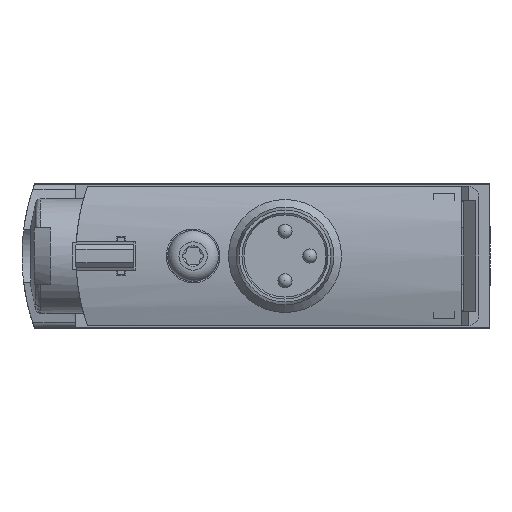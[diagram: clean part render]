
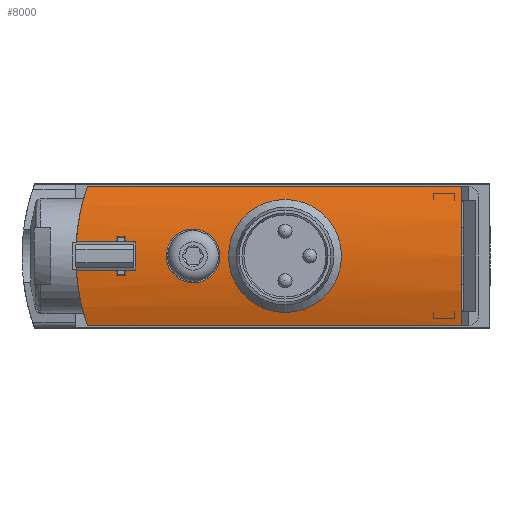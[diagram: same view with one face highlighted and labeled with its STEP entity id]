
A CAD part, left-side view. The second image highlights one B-rep face of the part: STEP entity #8000.
In plain terms, the highlighted cylindrical face has radius 15 mm (diameter 30 mm), a partial arc.
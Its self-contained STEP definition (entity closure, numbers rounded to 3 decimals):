
#512=CIRCLE('',#10217,15.);
#513=CIRCLE('',#10218,15.);
#514=CIRCLE('',#10219,15.);
#515=CIRCLE('',#10220,15.);
#516=CIRCLE('',#10221,15.);
#517=CIRCLE('',#10223,15.);
#1050=LINE('',#14228,#1853);
#1051=LINE('',#14233,#1854);
#1052=LINE('',#14237,#1855);
#1053=LINE('',#14241,#1856);
#1054=LINE('',#14245,#1857);
#1055=LINE('',#14249,#1858);
#1056=LINE('',#14253,#1859);
#1057=LINE('',#14257,#1860);
#1853=VECTOR('',#11778,1000.);
#1854=VECTOR('',#11781,1000.);
#1855=VECTOR('',#11784,1000.);
#1856=VECTOR('',#11787,1000.);
#1857=VECTOR('',#11790,1000.);
#1858=VECTOR('',#11793,1000.);
#1859=VECTOR('',#11796,1000.);
#1860=VECTOR('',#11799,1000.);
#2275=B_SPLINE_CURVE_WITH_KNOTS('',3,(#14216,#14217,#14218,#14219,#14220,
#14221,#14222,#14223,#14224,#14225,#14226),.UNSPECIFIED.,.T.,.F.,(1,1,1,
1,1,1,1,1,1,1,1,1,1,1,1),(-0.004,-0.003,-0.001,
0.,0.001,0.003,0.004,0.006,
0.007,0.009,0.01,0.012,
0.013,0.015,0.016),.UNSPECIFIED.);
#2276=B_SPLINE_CURVE_WITH_KNOTS('',3,(#14260,#14261,#14262,#14263,#14264,
#14265,#14266,#14267,#14268,#14269,#14270),.UNSPECIFIED.,.T.,.F.,(1,1,1,
1,1,1,1,1,1,1,1,1,1,1,1),(-0.008,-0.006,-0.003,
0.,0.003,0.006,0.008,0.011,
0.014,0.017,0.02,0.023,
0.025,0.028,0.031),.UNSPECIFIED.);
#3455=ORIENTED_EDGE('',*,*,#5172,.F.);
#3456=ORIENTED_EDGE('',*,*,#5173,.F.);
#3457=ORIENTED_EDGE('',*,*,#5174,.T.);
#3458=ORIENTED_EDGE('',*,*,#5175,.T.);
#3459=ORIENTED_EDGE('',*,*,#5176,.T.);
#3460=ORIENTED_EDGE('',*,*,#5177,.T.);
#3461=ORIENTED_EDGE('',*,*,#5178,.T.);
#3462=ORIENTED_EDGE('',*,*,#5179,.T.);
#3463=ORIENTED_EDGE('',*,*,#5180,.T.);
#3464=ORIENTED_EDGE('',*,*,#5181,.T.);
#3465=ORIENTED_EDGE('',*,*,#5182,.T.);
#3466=ORIENTED_EDGE('',*,*,#5183,.T.);
#3467=ORIENTED_EDGE('',*,*,#5184,.T.);
#3468=ORIENTED_EDGE('',*,*,#5185,.T.);
#3469=ORIENTED_EDGE('',*,*,#5186,.T.);
#3470=ORIENTED_EDGE('',*,*,#5187,.T.);
#3471=ORIENTED_EDGE('',*,*,#5188,.T.);
#3472=ORIENTED_EDGE('',*,*,#5189,.F.);
#5172=EDGE_CURVE('',#6138,#6138,#2275,.T.);
#5173=EDGE_CURVE('',#6139,#6140,#1050,.T.);
#5174=EDGE_CURVE('',#6139,#6141,#6543,.T.);
#5175=EDGE_CURVE('',#6141,#6142,#1051,.T.);
#5176=EDGE_CURVE('',#6142,#6143,#512,.F.);
#5177=EDGE_CURVE('',#6143,#6144,#1052,.T.);
#5178=EDGE_CURVE('',#6144,#6145,#513,.F.);
#5179=EDGE_CURVE('',#6145,#6146,#1053,.T.);
#5180=EDGE_CURVE('',#6146,#6147,#514,.F.);
#5181=EDGE_CURVE('',#6147,#6148,#1054,.F.);
#5182=EDGE_CURVE('',#6148,#6149,#515,.F.);
#5183=EDGE_CURVE('',#6149,#6150,#1055,.F.);
#5184=EDGE_CURVE('',#6150,#6151,#516,.F.);
#5185=EDGE_CURVE('',#6151,#6152,#1056,.F.);
#5186=EDGE_CURVE('',#6152,#6153,#6544,.T.);
#5187=EDGE_CURVE('',#6153,#6154,#1057,.T.);
#5188=EDGE_CURVE('',#6154,#6140,#517,.T.);
#5189=EDGE_CURVE('',#6155,#6155,#2276,.T.);
#6138=VERTEX_POINT('',#14227);
#6139=VERTEX_POINT('',#14229);
#6140=VERTEX_POINT('',#14230);
#6141=VERTEX_POINT('',#14232);
#6142=VERTEX_POINT('',#14234);
#6143=VERTEX_POINT('',#14236);
#6144=VERTEX_POINT('',#14238);
#6145=VERTEX_POINT('',#14240);
#6146=VERTEX_POINT('',#14242);
#6147=VERTEX_POINT('',#14244);
#6148=VERTEX_POINT('',#14246);
#6149=VERTEX_POINT('',#14248);
#6150=VERTEX_POINT('',#14250);
#6151=VERTEX_POINT('',#14252);
#6152=VERTEX_POINT('',#14254);
#6153=VERTEX_POINT('',#14256);
#6154=VERTEX_POINT('',#14258);
#6155=VERTEX_POINT('',#14271);
#6543=ELLIPSE('',#10216,21.213,15.);
#6544=ELLIPSE('',#10222,21.213,15.);
#6840=EDGE_LOOP('',(#3455));
#6841=EDGE_LOOP('',(#3456,#3457,#3458,#3459,#3460,#3461,#3462,#3463,#3464,
#3465,#3466,#3467,#3468,#3469,#3470,#3471));
#6842=EDGE_LOOP('',(#3472));
#7393=FACE_BOUND('',#6840,.T.);
#7394=FACE_BOUND('',#6841,.T.);
#7395=FACE_BOUND('',#6842,.T.);
#7705=CYLINDRICAL_SURFACE('',#10215,15.);
#8000=ADVANCED_FACE('',(#7393,#7394,#7395),#7705,.T.);
#10215=AXIS2_PLACEMENT_3D('',#14215,#11776,#11777);
#10216=AXIS2_PLACEMENT_3D('',#14231,#11779,#11780);
#10217=AXIS2_PLACEMENT_3D('',#14235,#11782,#11783);
#10218=AXIS2_PLACEMENT_3D('',#14239,#11785,#11786);
#10219=AXIS2_PLACEMENT_3D('',#14243,#11788,#11789);
#10220=AXIS2_PLACEMENT_3D('',#14247,#11791,#11792);
#10221=AXIS2_PLACEMENT_3D('',#14251,#11794,#11795);
#10222=AXIS2_PLACEMENT_3D('',#14255,#11797,#11798);
#10223=AXIS2_PLACEMENT_3D('',#14259,#11800,#11801);
#11776=DIRECTION('',(0.,-1.,0.));
#11777=DIRECTION('',(0.,0.,-1.));
#11778=DIRECTION('',(0.,-1.,0.));
#11779=DIRECTION('',(0.707,-0.707,0.));
#11780=DIRECTION('',(-0.707,-0.707,0.));
#11781=DIRECTION('',(0.,-1.,0.));
#11782=DIRECTION('',(0.,-1.,0.));
#11783=DIRECTION('',(0.,0.,-1.));
#11784=DIRECTION('',(0.,-1.,0.));
#11785=DIRECTION('',(0.,1.,0.));
#11786=DIRECTION('',(0.,0.,1.));
#11787=DIRECTION('',(0.,-1.,0.));
#11788=DIRECTION('',(0.,1.,0.));
#11789=DIRECTION('',(0.,0.,1.));
#11790=DIRECTION('',(0.,-1.,0.));
#11791=DIRECTION('',(0.,1.,0.));
#11792=DIRECTION('',(0.,0.,1.));
#11793=DIRECTION('',(0.,-1.,0.));
#11794=DIRECTION('',(0.,-1.,0.));
#11795=DIRECTION('',(0.,0.,-1.));
#11796=DIRECTION('',(0.,-1.,0.));
#11797=DIRECTION('',(0.707,-0.707,0.));
#11798=DIRECTION('',(-0.707,-0.707,0.));
#11799=DIRECTION('',(0.,-1.,0.));
#11800=DIRECTION('',(0.,1.,0.));
#11801=DIRECTION('',(1.,0.,0.));
#14215=CARTESIAN_POINT('',(-5.1,27.5,0.));
#14216=CARTESIAN_POINT('',(9.84,17.509,-1.488));
#14217=CARTESIAN_POINT('',(9.749,19.,-2.106));
#14218=CARTESIAN_POINT('',(9.84,20.489,-1.488));
#14219=CARTESIAN_POINT('',(9.93,21.105,-0.002));
#14220=CARTESIAN_POINT('',(9.84,20.49,1.489));
#14221=CARTESIAN_POINT('',(9.749,19.,2.105));
#14222=CARTESIAN_POINT('',(9.84,17.513,1.49));
#14223=CARTESIAN_POINT('',(9.93,16.894,0.002));
#14224=CARTESIAN_POINT('',(9.84,17.509,-1.488));
#14225=CARTESIAN_POINT('',(9.749,19.,-2.106));
#14226=CARTESIAN_POINT('',(9.84,20.489,-1.488));
#14227=CARTESIAN_POINT('',(9.779,19.,-1.9));
#14228=CARTESIAN_POINT('',(9.077,27.5,-4.9));
#14229=CARTESIAN_POINT('',(9.077,26.477,-4.9));
#14230=CARTESIAN_POINT('',(9.077,0.,-4.9));
#14231=CARTESIAN_POINT('',(-5.1,12.3,0.));
#14232=CARTESIAN_POINT('',(9.867,27.267,-1.));
#14233=CARTESIAN_POINT('',(9.867,27.5,-1.));
#14234=CARTESIAN_POINT('',(9.867,24.4,-1.));
#14235=CARTESIAN_POINT('',(-5.1,24.4,0.));
#14236=CARTESIAN_POINT('',(9.839,24.4,-1.35));
#14237=CARTESIAN_POINT('',(9.839,27.5,-1.35));
#14238=CARTESIAN_POINT('',(9.839,23.8,-1.35));
#14239=CARTESIAN_POINT('',(-5.1,23.8,0.));
#14240=CARTESIAN_POINT('',(9.867,23.8,-1.));
#14241=CARTESIAN_POINT('',(9.867,27.5,-1.));
#14242=CARTESIAN_POINT('',(9.867,23.1,-1.));
#14243=CARTESIAN_POINT('',(-5.1,23.1,0.));
#14244=CARTESIAN_POINT('',(9.867,23.1,1.));
#14245=CARTESIAN_POINT('',(9.867,27.5,1.));
#14246=CARTESIAN_POINT('',(9.867,23.8,1.));
#14247=CARTESIAN_POINT('',(-5.1,23.8,0.));
#14248=CARTESIAN_POINT('',(9.839,23.8,1.35));
#14249=CARTESIAN_POINT('',(9.839,27.5,1.35));
#14250=CARTESIAN_POINT('',(9.839,24.4,1.35));
#14251=CARTESIAN_POINT('',(-5.1,24.4,0.));
#14252=CARTESIAN_POINT('',(9.867,24.4,1.));
#14253=CARTESIAN_POINT('',(9.867,27.5,1.));
#14254=CARTESIAN_POINT('',(9.867,27.267,1.));
#14255=CARTESIAN_POINT('',(-5.1,12.3,0.));
#14256=CARTESIAN_POINT('',(9.077,26.477,4.9));
#14257=CARTESIAN_POINT('',(9.077,27.5,4.9));
#14258=CARTESIAN_POINT('',(9.077,0.,4.9));
#14259=CARTESIAN_POINT('',(-5.1,0.,0.));
#14260=CARTESIAN_POINT('',(9.684,15.324,2.819));
#14261=CARTESIAN_POINT('',(9.35,12.499,3.99));
#14262=CARTESIAN_POINT('',(9.684,9.679,2.819));
#14263=CARTESIAN_POINT('',(10.008,8.511,0.004));
#14264=CARTESIAN_POINT('',(9.684,9.679,-2.822));
#14265=CARTESIAN_POINT('',(9.351,12.498,-3.988));
#14266=CARTESIAN_POINT('',(9.683,15.318,-2.824));
#14267=CARTESIAN_POINT('',(10.008,16.49,-0.002));
#14268=CARTESIAN_POINT('',(9.684,15.324,2.819));
#14269=CARTESIAN_POINT('',(9.35,12.499,3.99));
#14270=CARTESIAN_POINT('',(9.684,9.679,2.819));
#14271=CARTESIAN_POINT('',(9.462,12.5,3.6));
